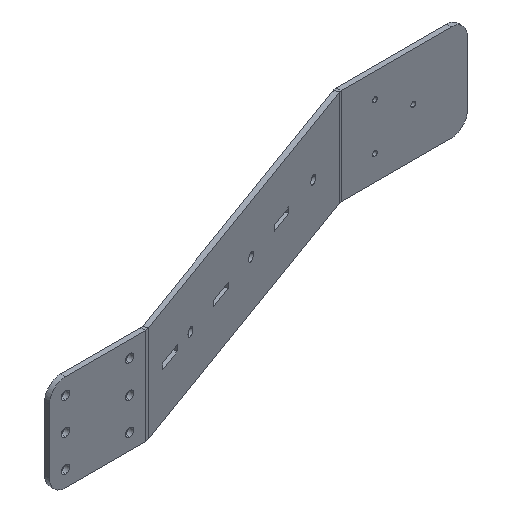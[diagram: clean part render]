
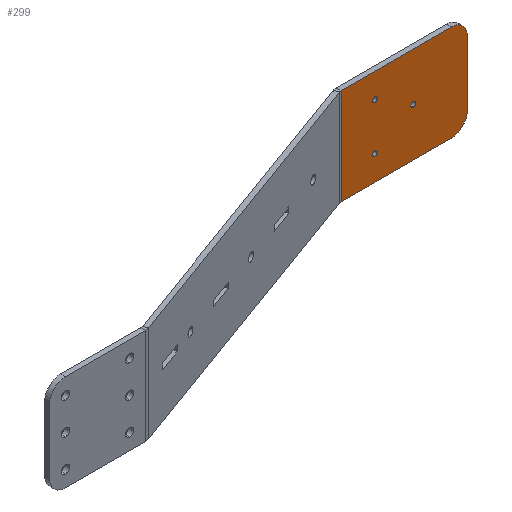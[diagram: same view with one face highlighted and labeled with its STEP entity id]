
A CAD part, isometric view. The second image highlights one B-rep face of the part: STEP entity #299.
In plain terms, the highlighted planar face has unit normal (0, -1, 0).
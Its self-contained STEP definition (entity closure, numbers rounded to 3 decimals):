
#12 = VERTEX_POINT ( 'NONE', #835 ) ;
#13 = ORIENTED_EDGE ( 'NONE', *, *, #1566, .T. ) ;
#17 = DIRECTION ( 'NONE',  ( -1., 0., 0. ) ) ;
#25 = CARTESIAN_POINT ( 'NONE',  ( 289.307, 65.645, 20. ) ) ;
#37 = ORIENTED_EDGE ( 'NONE', *, *, #739, .T. ) ;
#55 = AXIS2_PLACEMENT_3D ( 'NONE', #1861, #1529, #905 ) ;
#57 = CIRCLE ( 'NONE', #289, 10. ) ;
#76 = EDGE_CURVE ( 'NONE', #1106, #204, #1527, .T. ) ;
#123 = PLANE ( 'NONE',  #1593 ) ;
#125 = ORIENTED_EDGE ( 'NONE', *, *, #1201, .T. ) ;
#152 = DIRECTION ( 'NONE',  ( 0., 0., 1. ) ) ;
#184 = CARTESIAN_POINT ( 'NONE',  ( 220.541, 65.645, 30. ) ) ;
#204 = VERTEX_POINT ( 'NONE', #1253 ) ;
#213 = EDGE_LOOP ( 'NONE', ( #1875, #225 ) ) ;
#225 = ORIENTED_EDGE ( 'NONE', *, *, #1454, .F. ) ;
#248 = ORIENTED_EDGE ( 'NONE', *, *, #1884, .F. ) ;
#251 = EDGE_CURVE ( 'NONE', #992, #1207, #1988, .T. ) ;
#271 = CARTESIAN_POINT ( 'NONE',  ( 241.607, 65.645, -13. ) ) ;
#289 = AXIS2_PLACEMENT_3D ( 'NONE', #1520, #1835, #1683 ) ;
#290 = FACE_BOUND ( 'NONE', #910, .T. ) ;
#299 = ADVANCED_FACE ( 'NONE', ( #1283, #290, #924, #1602 ), #123, .F. ) ;
#300 = CARTESIAN_POINT ( 'NONE',  ( 241.607, 65.645, 14.5 ) ) ;
#323 = CIRCLE ( 'NONE', #1695, 1.5 ) ;
#365 = VERTEX_POINT ( 'NONE', #1790 ) ;
#378 = CIRCLE ( 'NONE', #1587, 1.5 ) ;
#413 = VERTEX_POINT ( 'NONE', #1483 ) ;
#449 = DIRECTION ( 'NONE',  ( 0., 0., 1. ) ) ;
#478 = VERTEX_POINT ( 'NONE', #1830 ) ;
#492 = CIRCLE ( 'NONE', #1297, 10. ) ;
#572 = VERTEX_POINT ( 'NONE', #1348 ) ;
#599 = AXIS2_PLACEMENT_3D ( 'NONE', #1976, #683, #1662 ) ;
#683 = DIRECTION ( 'NONE',  ( 0., -1., 0. ) ) ;
#702 = CARTESIAN_POINT ( 'NONE',  ( 299.307, 65.645, 0. ) ) ;
#704 = DIRECTION ( 'NONE',  ( 0., -1., 0. ) ) ;
#705 = LINE ( 'NONE', #1188, #1238 ) ;
#735 = CARTESIAN_POINT ( 'NONE',  ( 220.541, 65.645, -30. ) ) ;
#737 = DIRECTION ( 'NONE',  ( 0., 0., 1. ) ) ;
#739 = EDGE_CURVE ( 'NONE', #572, #1572, #705, .T. ) ;
#758 = CARTESIAN_POINT ( 'NONE',  ( 0.663, 65.645, 0. ) ) ;
#812 = EDGE_CURVE ( 'NONE', #1834, #1572, #1803, .T. ) ;
#835 = CARTESIAN_POINT ( 'NONE',  ( 299.307, 65.645, -20. ) ) ;
#842 = ORIENTED_EDGE ( 'NONE', *, *, #812, .F. ) ;
#886 = VECTOR ( 'NONE', #1113, 1000. ) ;
#905 = DIRECTION ( 'NONE',  ( 0., 0., 1. ) ) ;
#910 = EDGE_LOOP ( 'NONE', ( #248, #1311 ) ) ;
#924 = FACE_BOUND ( 'NONE', #1674, .T. ) ;
#936 = DIRECTION ( 'NONE',  ( 0., 1., 0. ) ) ;
#956 = DIRECTION ( 'NONE',  ( 0., -1., 0. ) ) ;
#966 = DIRECTION ( 'NONE',  ( 0., -1., 0. ) ) ;
#977 = LINE ( 'NONE', #702, #1422 ) ;
#991 = EDGE_CURVE ( 'NONE', #365, #12, #57, .T. ) ;
#992 = VERTEX_POINT ( 'NONE', #1573 ) ;
#1031 = CARTESIAN_POINT ( 'NONE',  ( 220.541, 65.645, -30. ) ) ;
#1092 = CARTESIAN_POINT ( 'NONE',  ( 265.607, 65.645, 0. ) ) ;
#1106 = VERTEX_POINT ( 'NONE', #1927 ) ;
#1113 = DIRECTION ( 'NONE',  ( 1., 0., 0. ) ) ;
#1117 = ORIENTED_EDGE ( 'NONE', *, *, #251, .F. ) ;
#1178 = ORIENTED_EDGE ( 'NONE', *, *, #1215, .F. ) ;
#1188 = CARTESIAN_POINT ( 'NONE',  ( 0.663, 65.645, 30. ) ) ;
#1201 = EDGE_CURVE ( 'NONE', #413, #572, #492, .T. ) ;
#1207 = VERTEX_POINT ( 'NONE', #1342 ) ;
#1215 = EDGE_CURVE ( 'NONE', #1207, #992, #1759, .T. ) ;
#1238 = VECTOR ( 'NONE', #17, 1000. ) ;
#1253 = CARTESIAN_POINT ( 'NONE',  ( 265.607, 65.645, -1.5 ) ) ;
#1283 = FACE_BOUND ( 'NONE', #213, .T. ) ;
#1297 = AXIS2_PLACEMENT_3D ( 'NONE', #25, #704, #1322 ) ;
#1300 = EDGE_CURVE ( 'NONE', #478, #1738, #323, .T. ) ;
#1311 = ORIENTED_EDGE ( 'NONE', *, *, #1300, .F. ) ;
#1322 = DIRECTION ( 'NONE',  ( 0., 0., 1. ) ) ;
#1342 = CARTESIAN_POINT ( 'NONE',  ( 241.607, 65.645, 13. ) ) ;
#1348 = CARTESIAN_POINT ( 'NONE',  ( 289.307, 65.645, 30. ) ) ;
#1367 = CARTESIAN_POINT ( 'NONE',  ( 241.607, 65.645, -14.5 ) ) ;
#1422 = VECTOR ( 'NONE', #1629, 1000. ) ;
#1454 = EDGE_CURVE ( 'NONE', #204, #1106, #1843, .T. ) ;
#1483 = CARTESIAN_POINT ( 'NONE',  ( 299.307, 65.645, 20. ) ) ;
#1520 = CARTESIAN_POINT ( 'NONE',  ( 289.307, 65.645, -20. ) ) ;
#1527 = CIRCLE ( 'NONE', #55, 1.5 ) ;
#1529 = DIRECTION ( 'NONE',  ( 0., -1., 0. ) ) ;
#1531 = DIRECTION ( 'NONE',  ( 0., -1., 0. ) ) ;
#1557 = LINE ( 'NONE', #1711, #886 ) ;
#1566 = EDGE_CURVE ( 'NONE', #12, #413, #977, .T. ) ;
#1572 = VERTEX_POINT ( 'NONE', #184 ) ;
#1573 = CARTESIAN_POINT ( 'NONE',  ( 241.607, 65.645, 16. ) ) ;
#1583 = DIRECTION ( 'NONE',  ( 0., -1., 0. ) ) ;
#1587 = AXIS2_PLACEMENT_3D ( 'NONE', #1601, #966, #152 ) ;
#1593 = AXIS2_PLACEMENT_3D ( 'NONE', #758, #936, #2027 ) ;
#1601 = CARTESIAN_POINT ( 'NONE',  ( 241.607, 65.645, -14.5 ) ) ;
#1602 = FACE_OUTER_BOUND ( 'NONE', #1846, .T. ) ;
#1623 = AXIS2_PLACEMENT_3D ( 'NONE', #300, #956, #2036 ) ;
#1629 = DIRECTION ( 'NONE',  ( 0., 0., 1. ) ) ;
#1630 = ORIENTED_EDGE ( 'NONE', *, *, #991, .T. ) ;
#1644 = ORIENTED_EDGE ( 'NONE', *, *, #1908, .T. ) ;
#1662 = DIRECTION ( 'NONE',  ( 0., 0., 1. ) ) ;
#1674 = EDGE_LOOP ( 'NONE', ( #1117, #1178 ) ) ;
#1683 = DIRECTION ( 'NONE',  ( 0., 0., 1. ) ) ;
#1695 = AXIS2_PLACEMENT_3D ( 'NONE', #1367, #1531, #737 ) ;
#1711 = CARTESIAN_POINT ( 'NONE',  ( 0.663, 65.645, -30. ) ) ;
#1738 = VERTEX_POINT ( 'NONE', #271 ) ;
#1759 = CIRCLE ( 'NONE', #599, 1.5 ) ;
#1769 = DIRECTION ( 'NONE',  ( 0., 0., 1. ) ) ;
#1785 = VECTOR ( 'NONE', #1769, 1000. ) ;
#1790 = CARTESIAN_POINT ( 'NONE',  ( 289.307, 65.645, -30. ) ) ;
#1803 = LINE ( 'NONE', #1031, #1785 ) ;
#1830 = CARTESIAN_POINT ( 'NONE',  ( 241.607, 65.645, -16. ) ) ;
#1834 = VERTEX_POINT ( 'NONE', #735 ) ;
#1835 = DIRECTION ( 'NONE',  ( 0., -1., 0. ) ) ;
#1843 = CIRCLE ( 'NONE', #1946, 1.5 ) ;
#1846 = EDGE_LOOP ( 'NONE', ( #1644, #1630, #13, #125, #37, #842 ) ) ;
#1861 = CARTESIAN_POINT ( 'NONE',  ( 265.607, 65.645, 0. ) ) ;
#1875 = ORIENTED_EDGE ( 'NONE', *, *, #76, .F. ) ;
#1884 = EDGE_CURVE ( 'NONE', #1738, #478, #378, .T. ) ;
#1908 = EDGE_CURVE ( 'NONE', #1834, #365, #1557, .T. ) ;
#1927 = CARTESIAN_POINT ( 'NONE',  ( 265.607, 65.645, 1.5 ) ) ;
#1946 = AXIS2_PLACEMENT_3D ( 'NONE', #1092, #1583, #449 ) ;
#1976 = CARTESIAN_POINT ( 'NONE',  ( 241.607, 65.645, 14.5 ) ) ;
#1988 = CIRCLE ( 'NONE', #1623, 1.5 ) ;
#2027 = DIRECTION ( 'NONE',  ( 0., 0., 1. ) ) ;
#2036 = DIRECTION ( 'NONE',  ( 0., 0., 1. ) ) ;
